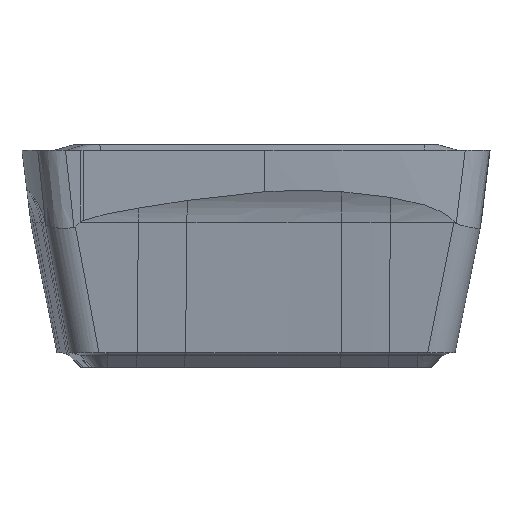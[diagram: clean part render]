
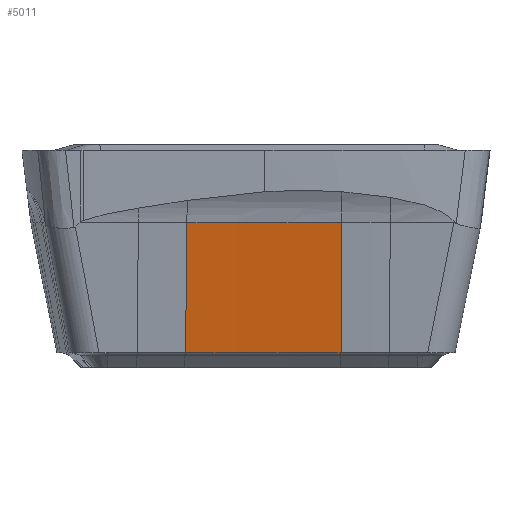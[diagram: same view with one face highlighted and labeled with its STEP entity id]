
A CAD part, front view. The second image highlights one B-rep face of the part: STEP entity #5011.
In plain terms, the highlighted conical face has half-angle 11 degrees and reference radius 105.094 mm.
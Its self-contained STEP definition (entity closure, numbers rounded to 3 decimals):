
#833=CARTESIAN_POINT('',(4.144,-109.256,-4.2));
#834=DIRECTION('',(0.,0.,-1.));
#835=DIRECTION('',(-0.053,0.999,0.));
#836=AXIS2_PLACEMENT_3D('',#833,#834,#835);
#1326=DIRECTION('',(0.004,-0.191,0.982));
#1327=VECTOR('',#1326,2.751);
#1328=CARTESIAN_POINT('',(1.763,-3.927,
-4.2));
#1329=LINE('',#1328,#1327);
#1333=DIRECTION('',(0.01,-0.191,0.982));
#1334=VECTOR('',#1333,2.751);
#1335=CARTESIAN_POINT('',(-1.46,-4.049,
-4.2));
#1336=LINE('',#1335,#1334);
#1399=CARTESIAN_POINT('',(4.144,-109.256,
-1.5));
#1400=DIRECTION('',(0.,0.,1.));
#1401=DIRECTION('',(-0.023,1.,0.));
#1402=AXIS2_PLACEMENT_3D('',#1399,#1400,#1401);
#3872=CARTESIAN_POINT('',(-1.46,-4.049,
-4.2));
#3873=VERTEX_POINT('',#3872);
#3874=CARTESIAN_POINT('',(1.763,-3.927,
-4.2));
#3875=VERTEX_POINT('',#3874);
#3970=CARTESIAN_POINT('',(1.774,-4.451,
-1.5));
#3971=VERTEX_POINT('',#3970);
#3972=CARTESIAN_POINT('',(-1.432,-4.573,
-1.5));
#3973=VERTEX_POINT('',#3972);
#4998=CARTESIAN_POINT('',(4.144,-109.256,
-2.85));
#4999=DIRECTION('',(0.,0.,-1.));
#5000=DIRECTION('',(-0.023,1.,0.));
#5001=AXIS2_PLACEMENT_3D('',#4998,#4999,#5000);
#5002=CONICAL_SURFACE('',#5001,105.094,11.);
#5003=ORIENTED_EDGE('',*,*,#4712,.F.);
#5005=ORIENTED_EDGE('',*,*,#5004,.T.);
#5007=ORIENTED_EDGE('',*,*,#5006,.F.);
#5008=ORIENTED_EDGE('',*,*,#4990,.F.);
#5009=EDGE_LOOP('',(#5003,#5005,#5007,#5008));
#5010=FACE_OUTER_BOUND('',#5009,.F.);
#837=CIRCLE('',#836,105.357);
#1403=CIRCLE('',#1402,104.832);
#4712=EDGE_CURVE('',#3873,#3875,#837,.T.);
#4990=EDGE_CURVE('',#3875,#3971,#1329,.T.);
#5004=EDGE_CURVE('',#3873,#3973,#1336,.T.);
#5006=EDGE_CURVE('',#3971,#3973,#1403,.T.);
#5011=ADVANCED_FACE('',(#5010),#5002,.F.);
